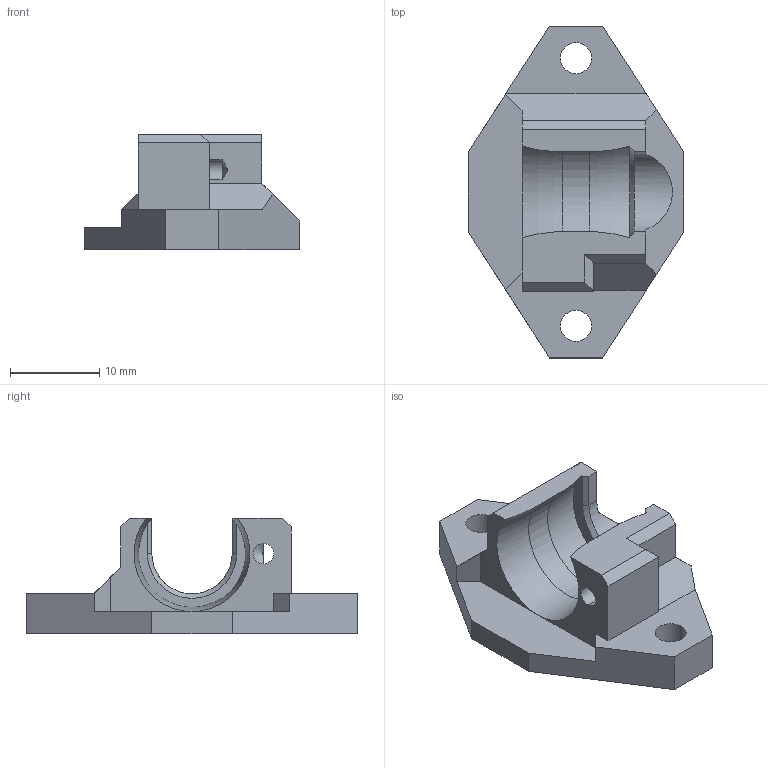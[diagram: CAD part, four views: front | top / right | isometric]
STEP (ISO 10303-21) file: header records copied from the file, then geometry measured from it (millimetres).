
FILE_DESCRIPTION (( 'STEP AP214' ), '1' );
FILE_NAME ('P3sTE_MK2_Y-bronce-clamp_v1_0.STEP', '2019-10-01T19:30:26', ( '' ), ( '' ), 'SwSTEP 2.0', 'NoobCAD', '' );
FILE_SCHEMA (( 'AUTOMOTIVE_DESIGN' ));
Length unit declared in the file: millimetre
Products named in the file (1): P3sTE_MK2_Y-bronce-clamp_v1_0
Bounding box: 24.1 x 37.2 x 13 mm (x, y, z)
Volume: 3398.8 mm3; surface area: 2437.8 mm2
Topology: 1 solids, 1 shells, 51 faces, 141 edges, 91 vertices
Faces by surface type: plane 39, cylinder 8, torus 2, cone 2
Entity records: 1675 total; most frequent: CARTESIAN_POINT 327, ORIENTED_EDGE 282, DIRECTION 258, EDGE_CURVE 141, LINE 110, VECTOR 110, VERTEX_POINT 91, AXIS2_PLACEMENT_3D 74
